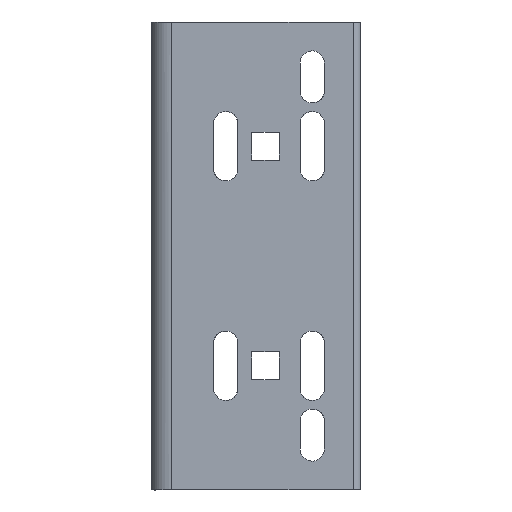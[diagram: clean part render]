
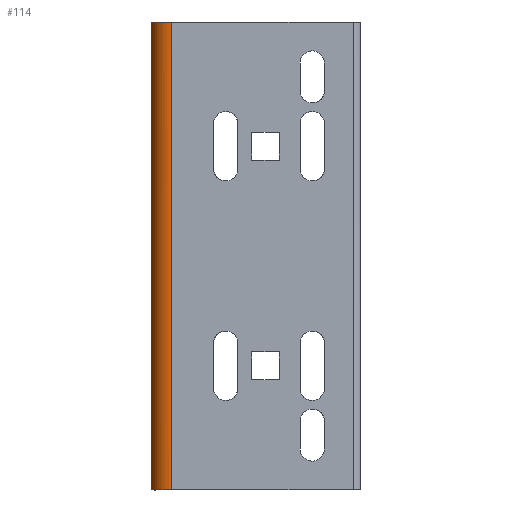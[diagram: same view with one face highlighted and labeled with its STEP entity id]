
A CAD part, left-side view. The second image highlights one B-rep face of the part: STEP entity #114.
In plain terms, the highlighted free-form (B-spline) face has degree [2, 1] with [9, 2] control points.
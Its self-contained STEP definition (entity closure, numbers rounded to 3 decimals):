
#114=ADVANCED_FACE('',(#320),#3611,.T.);
#320=FACE_OUTER_BOUND('',#596,.T.);
#596=EDGE_LOOP('',(#1219,#1220,#1221,#1222));
#1219=ORIENTED_EDGE('',*,*,#2210,.F.);
#1220=ORIENTED_EDGE('',*,*,#2213,.F.);
#1221=ORIENTED_EDGE('',*,*,#2214,.T.);
#1222=ORIENTED_EDGE('',*,*,#2215,.F.);
#2210=EDGE_CURVE('',#3489,#3352,#3094,.T.);
#2213=EDGE_CURVE('',#3488,#3489,#2666,.T.);
#2214=EDGE_CURVE('',#3488,#3353,#2667,.T.);
#2215=EDGE_CURVE('',#3352,#3353,#2668,.T.);
#2666=(
BOUNDED_CURVE()
B_SPLINE_CURVE(2,(#6725,#6726,#6727,#6728,#6729),.UNSPECIFIED.,.F.,.F.)
B_SPLINE_CURVE_WITH_KNOTS((3,2,3),(0.,9.425,18.85),
 .UNSPECIFIED.)
CURVE()
GEOMETRIC_REPRESENTATION_ITEM()
RATIONAL_B_SPLINE_CURVE((1.,0.707,1.,0.707,1.))
REPRESENTATION_ITEM('')
);
#2667=(
BOUNDED_CURVE()
B_SPLINE_CURVE(1,(#6730,#6731),.UNSPECIFIED.,.F.,.F.)
B_SPLINE_CURVE_WITH_KNOTS((2,2),(0.,135.),.UNSPECIFIED.)
CURVE()
GEOMETRIC_REPRESENTATION_ITEM()
RATIONAL_B_SPLINE_CURVE((1.,1.))
REPRESENTATION_ITEM('')
);
#2668=(
BOUNDED_CURVE()
B_SPLINE_CURVE(2,(#6732,#6733,#6734,#6735,#6736),.UNSPECIFIED.,.F.,.F.)
B_SPLINE_CURVE_WITH_KNOTS((3,2,3),(0.,9.425,18.85),
 .UNSPECIFIED.)
CURVE()
GEOMETRIC_REPRESENTATION_ITEM()
RATIONAL_B_SPLINE_CURVE((1.,0.707,1.,0.707,1.))
REPRESENTATION_ITEM('')
);
#3094=B_SPLINE_CURVE_WITH_KNOTS('',1,(#6719,#6720),.UNSPECIFIED.,.F.,.F.,
(2,2),(-135.,0.),.UNSPECIFIED.);
#3352=VERTEX_POINT('',#5948);
#3353=VERTEX_POINT('',#5949);
#3488=VERTEX_POINT('',#6084);
#3489=VERTEX_POINT('',#6085);
#3611=(
BOUNDED_SURFACE()
B_SPLINE_SURFACE(2,1,((#4152,#4153),(#4154,#4155),(#4156,#4157),(#4158,
#4159),(#4160,#4161),(#4162,#4163),(#4164,#4165),(#4166,#4167),(#4168,#4169)),
 .UNSPECIFIED.,.T.,.F.,.F.)
B_SPLINE_SURFACE_WITH_KNOTS((3,2,2,2,3),(2,2),(0.,1.571,3.142,
4.712,6.283),(0.,162.6),.UNSPECIFIED.)
GEOMETRIC_REPRESENTATION_ITEM()
RATIONAL_B_SPLINE_SURFACE(((1.,1.),(0.707,0.707),
(1.,1.),(0.707,0.707),(1.,1.),(0.707,
0.707),(1.,1.),(0.707,0.707),(1.,1.)))
REPRESENTATION_ITEM('')
SURFACE()
);
#4152=CARTESIAN_POINT('',(-244.,48.5,-81.3));
#4153=CARTESIAN_POINT('',(-244.,48.5,81.3));
#4154=CARTESIAN_POINT('',(-238.,48.5,-81.3));
#4155=CARTESIAN_POINT('',(-238.,48.5,81.3));
#4156=CARTESIAN_POINT('',(-238.,54.5,-81.3));
#4157=CARTESIAN_POINT('',(-238.,54.5,81.3));
#4158=CARTESIAN_POINT('',(-238.,60.5,-81.3));
#4159=CARTESIAN_POINT('',(-238.,60.5,81.3));
#4160=CARTESIAN_POINT('',(-244.,60.5,-81.3));
#4161=CARTESIAN_POINT('',(-244.,60.5,81.3));
#4162=CARTESIAN_POINT('',(-250.,60.5,-81.3));
#4163=CARTESIAN_POINT('',(-250.,60.5,81.3));
#4164=CARTESIAN_POINT('',(-250.,54.5,-81.3));
#4165=CARTESIAN_POINT('',(-250.,54.5,81.3));
#4166=CARTESIAN_POINT('',(-250.,48.5,-81.3));
#4167=CARTESIAN_POINT('',(-250.,48.5,81.3));
#4168=CARTESIAN_POINT('',(-244.,48.5,-81.3));
#4169=CARTESIAN_POINT('',(-244.,48.5,81.3));
#5948=CARTESIAN_POINT('',(-238.,54.5,67.5));
#5949=CARTESIAN_POINT('',(-250.,54.5,67.5));
#6084=CARTESIAN_POINT('',(-250.,54.5,-67.5));
#6085=CARTESIAN_POINT('',(-238.,54.5,-67.5));
#6719=CARTESIAN_POINT('',(-238.,54.5,-67.5));
#6720=CARTESIAN_POINT('',(-238.,54.5,67.5));
#6725=CARTESIAN_POINT('',(-250.,54.5,-67.5));
#6726=CARTESIAN_POINT('',(-250.,60.5,-67.5));
#6727=CARTESIAN_POINT('',(-244.,60.5,-67.5));
#6728=CARTESIAN_POINT('',(-238.,60.5,-67.5));
#6729=CARTESIAN_POINT('',(-238.,54.5,-67.5));
#6730=CARTESIAN_POINT('',(-250.,54.5,-67.5));
#6731=CARTESIAN_POINT('',(-250.,54.5,67.5));
#6732=CARTESIAN_POINT('',(-238.,54.5,67.5));
#6733=CARTESIAN_POINT('',(-238.,60.5,67.5));
#6734=CARTESIAN_POINT('',(-244.,60.5,67.5));
#6735=CARTESIAN_POINT('',(-250.,60.5,67.5));
#6736=CARTESIAN_POINT('',(-250.,54.5,67.5));
